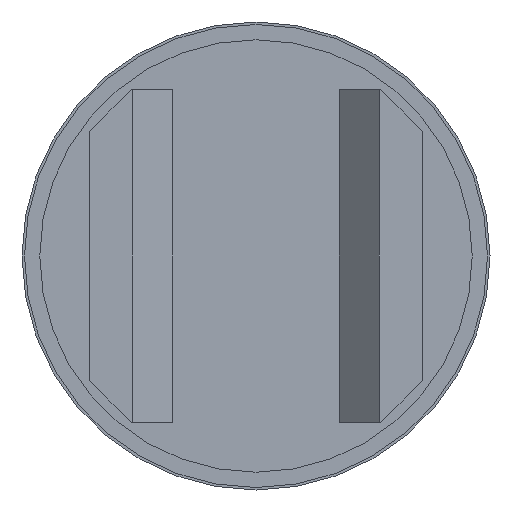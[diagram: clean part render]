
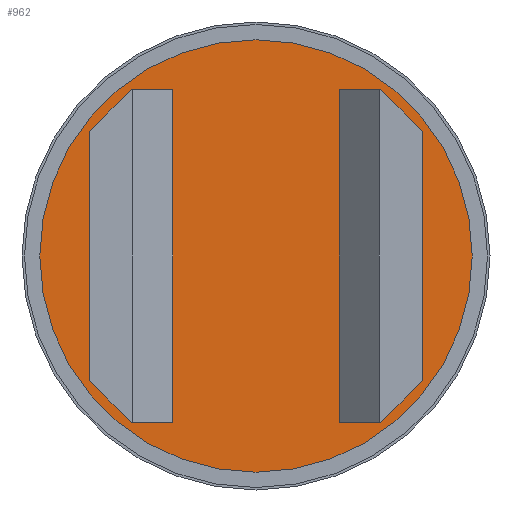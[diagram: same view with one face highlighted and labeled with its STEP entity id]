
A CAD part, front view. The second image highlights one B-rep face of the part: STEP entity #962.
In plain terms, the highlighted planar face has unit normal (0, -1, 0).
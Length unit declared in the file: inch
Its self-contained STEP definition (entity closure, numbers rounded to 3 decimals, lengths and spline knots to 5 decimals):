
#51=FACE_BOUND('',#274,.T.);
#52=FACE_BOUND('',#275,.T.);
#79=CIRCLE('',#1044,0.65);
#175=FACE_OUTER_BOUND('',#273,.T.);
#273=EDGE_LOOP('',(#777));
#274=EDGE_LOOP('',(#778,#779,#780,#781,#782,#783));
#275=EDGE_LOOP('',(#784,#785,#786,#787,#788,#789));
#300=LINE('',#1506,#366);
#321=LINE('',#1550,#387);
#324=LINE('',#1555,#390);
#326=LINE('',#1560,#392);
#329=LINE('',#1564,#395);
#330=LINE('',#1567,#396);
#332=LINE('',#1571,#398);
#334=LINE('',#1574,#400);
#335=LINE('',#1577,#401);
#337=LINE('',#1581,#403);
#339=LINE('',#1585,#405);
#341=LINE('',#1588,#407);
#366=VECTOR('',#1271,0.3937);
#387=VECTOR('',#1302,0.3937);
#390=VECTOR('',#1307,0.3937);
#392=VECTOR('',#1311,0.3937);
#395=VECTOR('',#1316,0.3937);
#396=VECTOR('',#1319,0.3937);
#398=VECTOR('',#1323,0.3937);
#400=VECTOR('',#1327,0.3937);
#401=VECTOR('',#1330,0.3937);
#403=VECTOR('',#1334,0.3937);
#405=VECTOR('',#1338,0.3937);
#407=VECTOR('',#1342,0.3937);
#450=VERTEX_POINT('',#1476);
#459=VERTEX_POINT('',#1504);
#460=VERTEX_POINT('',#1505);
#477=VERTEX_POINT('',#1548);
#478=VERTEX_POINT('',#1549);
#479=VERTEX_POINT('',#1554);
#480=VERTEX_POINT('',#1558);
#481=VERTEX_POINT('',#1559);
#482=VERTEX_POINT('',#1566);
#483=VERTEX_POINT('',#1570);
#484=VERTEX_POINT('',#1576);
#485=VERTEX_POINT('',#1580);
#486=VERTEX_POINT('',#1584);
#537=EDGE_CURVE('',#450,#450,#79,.T.);
#546=EDGE_CURVE('',#459,#460,#300,.T.);
#567=EDGE_CURVE('',#477,#478,#321,.T.);
#570=EDGE_CURVE('',#479,#459,#324,.T.);
#572=EDGE_CURVE('',#480,#481,#326,.T.);
#575=EDGE_CURVE('',#481,#477,#329,.T.);
#576=EDGE_CURVE('',#482,#480,#330,.T.);
#578=EDGE_CURVE('',#483,#482,#332,.T.);
#580=EDGE_CURVE('',#478,#483,#334,.T.);
#581=EDGE_CURVE('',#484,#479,#335,.T.);
#583=EDGE_CURVE('',#485,#484,#337,.T.);
#585=EDGE_CURVE('',#460,#486,#339,.T.);
#587=EDGE_CURVE('',#486,#485,#341,.T.);
#777=ORIENTED_EDGE('',*,*,#537,.F.);
#778=ORIENTED_EDGE('',*,*,#587,.F.);
#779=ORIENTED_EDGE('',*,*,#585,.F.);
#780=ORIENTED_EDGE('',*,*,#546,.F.);
#781=ORIENTED_EDGE('',*,*,#570,.F.);
#782=ORIENTED_EDGE('',*,*,#581,.F.);
#783=ORIENTED_EDGE('',*,*,#583,.F.);
#784=ORIENTED_EDGE('',*,*,#567,.F.);
#785=ORIENTED_EDGE('',*,*,#575,.F.);
#786=ORIENTED_EDGE('',*,*,#572,.F.);
#787=ORIENTED_EDGE('',*,*,#576,.F.);
#788=ORIENTED_EDGE('',*,*,#578,.F.);
#789=ORIENTED_EDGE('',*,*,#580,.F.);
#833=PLANE('',#1078);
#962=ADVANCED_FACE('',(#175,#51,#52),#833,.T.);
#1044=AXIS2_PLACEMENT_3D('',#1477,#1233,#1234);
#1078=AXIS2_PLACEMENT_3D('',#1589,#1343,#1344);
#1233=DIRECTION('center_axis',(0.,1.,0.));
#1234=DIRECTION('ref_axis',(-1.,0.,0.));
#1271=DIRECTION('',(-1.,0.,0.));
#1302=DIRECTION('',(0.,0.,1.));
#1307=DIRECTION('',(0.,0.,1.));
#1311=DIRECTION('',(1.,0.,0.));
#1316=DIRECTION('',(0.707,0.,0.707));
#1319=DIRECTION('',(0.,0.,-1.));
#1323=DIRECTION('',(-1.,0.,0.));
#1327=DIRECTION('',(-0.707,0.,0.707));
#1330=DIRECTION('',(1.,0.,0.));
#1334=DIRECTION('',(0.707,0.,-0.707));
#1338=DIRECTION('',(-0.707,0.,-0.707));
#1342=DIRECTION('',(0.,0.,-1.));
#1343=DIRECTION('center_axis',(0.,-1.,0.));
#1344=DIRECTION('ref_axis',(0.,0.,1.));
#1476=CARTESIAN_POINT('',(-0.65,0.005,0.));
#1477=CARTESIAN_POINT('Origin',(0.,0.005,
0.));
#1504=CARTESIAN_POINT('',(-0.25,0.005,0.5));
#1505=CARTESIAN_POINT('',(-0.375,0.005,0.5));
#1506=CARTESIAN_POINT('',(-0.25,0.005,0.5));
#1548=CARTESIAN_POINT('',(0.5,0.005,-0.375));
#1549=CARTESIAN_POINT('',(0.5,0.005,0.375));
#1550=CARTESIAN_POINT('',(0.5,0.005,0.25));
#1554=CARTESIAN_POINT('',(-0.25,0.005,-0.5));
#1555=CARTESIAN_POINT('',(-0.25,0.005,0.25));
#1558=CARTESIAN_POINT('',(0.25,0.005,-0.5));
#1559=CARTESIAN_POINT('',(0.375,0.005,-0.5));
#1560=CARTESIAN_POINT('',(0.25,0.005,-0.5));
#1564=CARTESIAN_POINT('',(0.4375,0.005,-0.4375));
#1566=CARTESIAN_POINT('',(0.25,0.005,0.5));
#1567=CARTESIAN_POINT('',(0.25,0.005,-0.25));
#1570=CARTESIAN_POINT('',(0.375,0.005,0.5));
#1571=CARTESIAN_POINT('',(0.125,0.005,0.5));
#1574=CARTESIAN_POINT('',(0.4375,0.005,0.4375));
#1576=CARTESIAN_POINT('',(-0.375,0.005,-0.5));
#1577=CARTESIAN_POINT('',(-0.125,0.005,-0.5));
#1580=CARTESIAN_POINT('',(-0.5,0.005,-0.375));
#1581=CARTESIAN_POINT('',(-0.4375,0.005,-0.4375));
#1584=CARTESIAN_POINT('',(-0.5,0.005,0.375));
#1585=CARTESIAN_POINT('',(-0.4375,0.005,0.4375));
#1588=CARTESIAN_POINT('',(-0.5,0.005,-0.25));
#1589=CARTESIAN_POINT('Origin',(0.,0.005,
0.));
